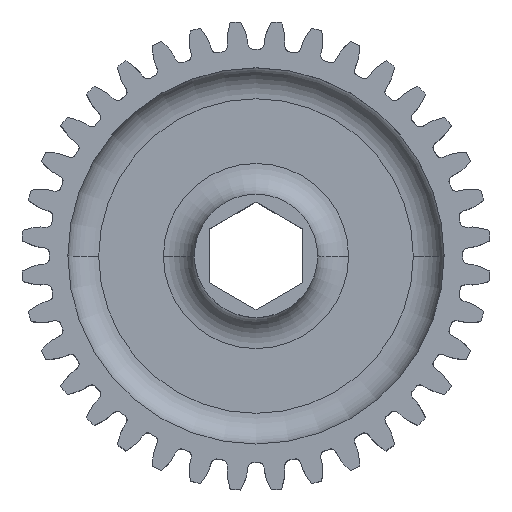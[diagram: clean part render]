
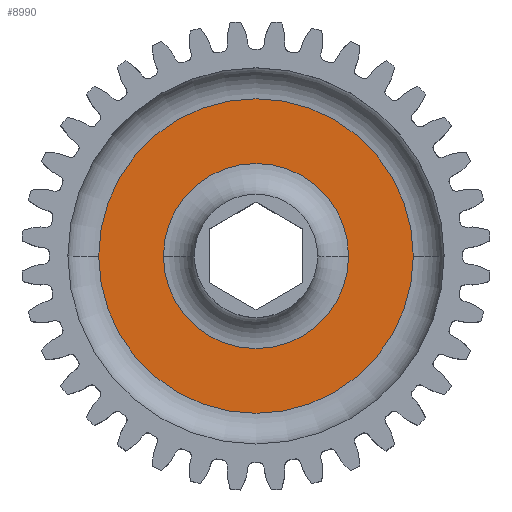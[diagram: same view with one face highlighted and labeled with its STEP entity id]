
A CAD part, top view. The second image highlights one B-rep face of the part: STEP entity #8990.
In plain terms, the highlighted planar face has unit normal (0, 0, 1).
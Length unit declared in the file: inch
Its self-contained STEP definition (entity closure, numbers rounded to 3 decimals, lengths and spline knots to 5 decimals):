
#48 = CARTESIAN_POINT ( 'NONE',  ( 0., 0., -0.0975 ) ) ;
#80 = PLANE ( 'NONE',  #3662 ) ;
#119 = DIRECTION ( 'NONE',  ( 1., 0., 0. ) ) ;
#187 = CIRCLE ( 'NONE', #8659, 0.6375 ) ;
#254 = EDGE_CURVE ( 'NONE', #5880, #11080, #8703, .T. ) ;
#1042 = EDGE_LOOP ( 'NONE', ( #9939, #4459 ) ) ;
#1503 = DIRECTION ( 'NONE',  ( 0., 0., 1. ) ) ;
#1626 = EDGE_CURVE ( 'NONE', #10828, #2977, #5322, .T. ) ;
#1720 = CIRCLE ( 'NONE', #5360, 0.375 ) ;
#2388 = DIRECTION ( 'NONE',  ( 0., 0., -1. ) ) ;
#2565 = DIRECTION ( 'NONE',  ( 1., 0., 0. ) ) ;
#2977 = VERTEX_POINT ( 'NONE', #9876 ) ;
#3662 = AXIS2_PLACEMENT_3D ( 'NONE', #6898, #12659, #6750 ) ;
#3952 = ORIENTED_EDGE ( 'NONE', *, *, #8591, .T. ) ;
#4459 = ORIENTED_EDGE ( 'NONE', *, *, #1626, .T. ) ;
#5322 = CIRCLE ( 'NONE', #14518, 0.6375 ) ;
#5360 = AXIS2_PLACEMENT_3D ( 'NONE', #10930, #6305, #10704 ) ;
#5460 = DIRECTION ( 'NONE',  ( 0., 0., 1. ) ) ;
#5535 = DIRECTION ( 'NONE',  ( 1., 0., 0. ) ) ;
#5880 = VERTEX_POINT ( 'NONE', #6433 ) ;
#6305 = DIRECTION ( 'NONE',  ( 0., 0., -1. ) ) ;
#6433 = CARTESIAN_POINT ( 'NONE',  ( -0.375, 0., -0.0975 ) ) ;
#6711 = CARTESIAN_POINT ( 'NONE',  ( 0.375, 0., -0.0975 ) ) ;
#6750 = DIRECTION ( 'NONE',  ( 1., 0., 0. ) ) ;
#6898 = CARTESIAN_POINT ( 'NONE',  ( 0., 0., -0.0975 ) ) ;
#7737 = CARTESIAN_POINT ( 'NONE',  ( -0.6375, 0., -0.0975 ) ) ;
#8591 = EDGE_CURVE ( 'NONE', #11080, #5880, #1720, .T. ) ;
#8659 = AXIS2_PLACEMENT_3D ( 'NONE', #11145, #5460, #5535 ) ;
#8703 = CIRCLE ( 'NONE', #11845, 0.375 ) ;
#8990 = ADVANCED_FACE ( 'NONE', ( #11451, #11374 ), #80, .T. ) ;
#9876 = CARTESIAN_POINT ( 'NONE',  ( 0.6375, 0., -0.0975 ) ) ;
#9939 = ORIENTED_EDGE ( 'NONE', *, *, #14987, .T. ) ;
#10704 = DIRECTION ( 'NONE',  ( 1., 0., 0. ) ) ;
#10828 = VERTEX_POINT ( 'NONE', #7737 ) ;
#10930 = CARTESIAN_POINT ( 'NONE',  ( 0., 0., -0.0975 ) ) ;
#10973 = CARTESIAN_POINT ( 'NONE',  ( 0., 0., -0.0975 ) ) ;
#11080 = VERTEX_POINT ( 'NONE', #6711 ) ;
#11145 = CARTESIAN_POINT ( 'NONE',  ( 0., 0., -0.0975 ) ) ;
#11374 = FACE_OUTER_BOUND ( 'NONE', #1042, .T. ) ;
#11451 = FACE_BOUND ( 'NONE', #14233, .T. ) ;
#11845 = AXIS2_PLACEMENT_3D ( 'NONE', #48, #2388, #119 ) ;
#12194 = ORIENTED_EDGE ( 'NONE', *, *, #254, .T. ) ;
#12659 = DIRECTION ( 'NONE',  ( 0., 0., 1. ) ) ;
#14233 = EDGE_LOOP ( 'NONE', ( #3952, #12194 ) ) ;
#14518 = AXIS2_PLACEMENT_3D ( 'NONE', #10973, #1503, #2565 ) ;
#14987 = EDGE_CURVE ( 'NONE', #2977, #10828, #187, .T. ) ;
